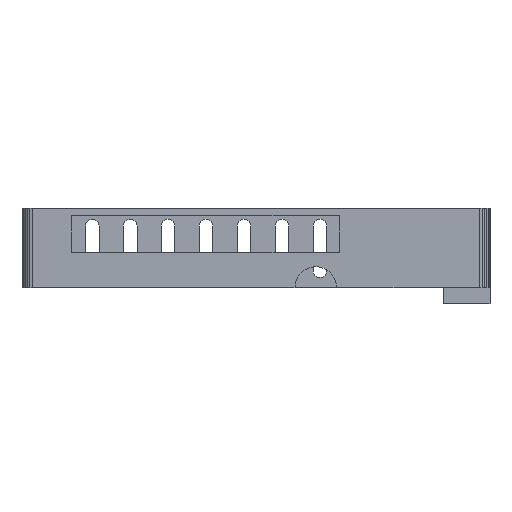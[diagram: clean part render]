
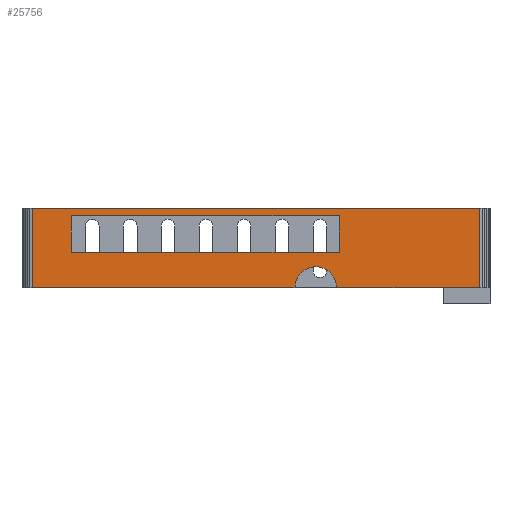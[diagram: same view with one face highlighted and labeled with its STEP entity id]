
A CAD part, left-side view. The second image highlights one B-rep face of the part: STEP entity #25756.
In plain terms, the highlighted planar face has unit normal (-1, 0, 0).
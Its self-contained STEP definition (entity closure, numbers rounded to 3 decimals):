
#312 = ORIENTED_EDGE ( 'NONE', *, *, #39454, .T. ) ;
#328 = ORIENTED_EDGE ( 'NONE', *, *, #24756, .T. ) ;
#329 = VECTOR ( 'NONE', #6363, 1000. ) ;
#396 = ORIENTED_EDGE ( 'NONE', *, *, #1274, .T. ) ;
#409 = VERTEX_POINT ( 'NONE', #22284 ) ;
#590 = FACE_BOUND ( 'NONE', #22225, .T. ) ;
#776 = VERTEX_POINT ( 'NONE', #14443 ) ;
#1274 = EDGE_CURVE ( 'NONE', #21558, #776, #6561, .T. ) ;
#2136 = DIRECTION ( 'NONE',  ( 0., -1., 0. ) ) ;
#3239 = VERTEX_POINT ( 'NONE', #11933 ) ;
#3245 = VECTOR ( 'NONE', #14710, 1000. ) ;
#3656 = CARTESIAN_POINT ( 'NONE',  ( 0., 33.5, 9.707 ) ) ;
#5103 = LINE ( 'NONE', #39351, #3245 ) ;
#5661 = ORIENTED_EDGE ( 'NONE', *, *, #35698, .F. ) ;
#5674 = DIRECTION ( 'NONE',  ( 0., 1., 0. ) ) ;
#5690 = VERTEX_POINT ( 'NONE', #32012 ) ;
#5730 = VERTEX_POINT ( 'NONE', #19195 ) ;
#5934 = CARTESIAN_POINT ( 'NONE',  ( 0., 80.5, 16.5 ) ) ;
#5935 = DIRECTION ( 'NONE',  ( 0., 0., 1. ) ) ;
#6329 = ORIENTED_EDGE ( 'NONE', *, *, #13687, .T. ) ;
#6363 = DIRECTION ( 'NONE',  ( 0., 0., 1. ) ) ;
#6561 = LINE ( 'NONE', #12575, #32666 ) ;
#6842 = DIRECTION ( 'NONE',  ( 0., -1., 0. ) ) ;
#7356 = LINE ( 'NONE', #19584, #28038 ) ;
#7819 = VECTOR ( 'NONE', #5935, 1000. ) ;
#8139 = VERTEX_POINT ( 'NONE', #16411 ) ;
#8443 = VERTEX_POINT ( 'NONE', #25197 ) ;
#8522 = EDGE_CURVE ( 'NONE', #21558, #8139, #34407, .T. ) ;
#8968 = VECTOR ( 'NONE', #5674, 1000. ) ;
#9213 = CARTESIAN_POINT ( 'NONE',  ( 0., 29.5, 9.707 ) ) ;
#9486 = LINE ( 'NONE', #21709, #34585 ) ;
#9495 = VERTEX_POINT ( 'NONE', #33629 ) ;
#9604 = FACE_OUTER_BOUND ( 'NONE', #31609, .T. ) ;
#9967 = DIRECTION ( 'NONE',  ( 0., -1., 0. ) ) ;
#10686 = CARTESIAN_POINT ( 'NONE',  ( 0., 29., 16.5 ) ) ;
#10710 = ORIENTED_EDGE ( 'NONE', *, *, #24929, .T. ) ;
#10818 = VECTOR ( 'NONE', #6842, 1000. ) ;
#11079 = DIRECTION ( 'NONE',  ( 0., 0., 1. ) ) ;
#11128 = CARTESIAN_POINT ( 'NONE',  ( 0., 33.5, 9.707 ) ) ;
#11282 = CIRCLE ( 'NONE', #19593, 4. ) ;
#11933 = CARTESIAN_POINT ( 'NONE',  ( 0., 29., 23.5 ) ) ;
#12290 = VERTEX_POINT ( 'NONE', #5934 ) ;
#12554 = CARTESIAN_POINT ( 'NONE',  ( 0., 2., 23.5 ) ) ;
#12575 = CARTESIAN_POINT ( 'NONE',  ( 0., 88., 9.707 ) ) ;
#12605 = DIRECTION ( 'NONE',  ( 1., 0., 0. ) ) ;
#12658 = CARTESIAN_POINT ( 'NONE',  ( 0., 88., 9.707 ) ) ;
#12803 = CARTESIAN_POINT ( 'NONE',  ( 0., 0., 0. ) ) ;
#12927 = ORIENTED_EDGE ( 'NONE', *, *, #37133, .F. ) ;
#13044 = LINE ( 'NONE', #28868, #17573 ) ;
#13687 = EDGE_CURVE ( 'NONE', #8443, #5730, #16724, .T. ) ;
#14096 = CARTESIAN_POINT ( 'NONE',  ( 0., 80.5, 23.5 ) ) ;
#14443 = CARTESIAN_POINT ( 'NONE',  ( 0., 81.2, 9.707 ) ) ;
#14644 = LINE ( 'NONE', #33657, #30535 ) ;
#14710 = DIRECTION ( 'NONE',  ( 0., 0., -1. ) ) ;
#14800 = AXIS2_PLACEMENT_3D ( 'NONE', #12803, #12605, #36844 ) ;
#15465 = CARTESIAN_POINT ( 'NONE',  ( 0., 81.2, 9.75 ) ) ;
#15893 = EDGE_CURVE ( 'NONE', #18647, #5690, #13044, .T. ) ;
#16170 = CARTESIAN_POINT ( 'NONE',  ( 0., 88., 9.707 ) ) ;
#16411 = CARTESIAN_POINT ( 'NONE',  ( 0., 88., 25. ) ) ;
#16724 = LINE ( 'NONE', #15465, #10818 ) ;
#17082 = LINE ( 'NONE', #10686, #26209 ) ;
#17573 = VECTOR ( 'NONE', #25272, 1000. ) ;
#17916 = CARTESIAN_POINT ( 'NONE',  ( 0., 2., 9.707 ) ) ;
#18143 = EDGE_CURVE ( 'NONE', #409, #5690, #11282, .T. ) ;
#18647 = VERTEX_POINT ( 'NONE', #23302 ) ;
#19133 = EDGE_CURVE ( 'NONE', #32854, #24873, #14644, .T. ) ;
#19195 = CARTESIAN_POINT ( 'NONE',  ( 0., 72.7, 9.75 ) ) ;
#19584 = CARTESIAN_POINT ( 'NONE',  ( 0., 2., 25. ) ) ;
#19593 = AXIS2_PLACEMENT_3D ( 'NONE', #11128, #22957, #28974 ) ;
#20003 = AXIS2_PLACEMENT_3D ( 'NONE', #3656, #28288, #37298 ) ;
#20573 = LINE ( 'NONE', #32988, #7819 ) ;
#21383 = LINE ( 'NONE', #12554, #24413 ) ;
#21558 = VERTEX_POINT ( 'NONE', #12658 ) ;
#21709 = CARTESIAN_POINT ( 'NONE',  ( 0., 80.5, 16.5 ) ) ;
#21941 = ORIENTED_EDGE ( 'NONE', *, *, #27487, .T. ) ;
#22225 = EDGE_LOOP ( 'NONE', ( #37173, #12927, #29544, #10710 ) ) ;
#22284 = CARTESIAN_POINT ( 'NONE',  ( 0., 33.5, 13.707 ) ) ;
#22555 = CIRCLE ( 'NONE', #20003, 4. ) ;
#22957 = DIRECTION ( 'NONE',  ( -1., 0., 0. ) ) ;
#23302 = CARTESIAN_POINT ( 'NONE',  ( 0., 72.7, 9.707 ) ) ;
#23739 = VERTEX_POINT ( 'NONE', #14096 ) ;
#24413 = VECTOR ( 'NONE', #36991, 1000. ) ;
#24756 = EDGE_CURVE ( 'NONE', #5730, #18647, #5103, .T. ) ;
#24873 = VERTEX_POINT ( 'NONE', #17916 ) ;
#24900 = ORIENTED_EDGE ( 'NONE', *, *, #27090, .F. ) ;
#24929 = EDGE_CURVE ( 'NONE', #12290, #23739, #9486, .T. ) ;
#25046 = VERTEX_POINT ( 'NONE', #34724 ) ;
#25197 = CARTESIAN_POINT ( 'NONE',  ( 0., 81.2, 9.75 ) ) ;
#25272 = DIRECTION ( 'NONE',  ( 0., -1., 0. ) ) ;
#25642 = ORIENTED_EDGE ( 'NONE', *, *, #15893, .T. ) ;
#25756 = ADVANCED_FACE ( 'NONE', ( #590, #9604 ), #37246, .F. ) ;
#25884 = VECTOR ( 'NONE', #37992, 1000. ) ;
#26073 = EDGE_CURVE ( 'NONE', #23739, #3239, #21383, .T. ) ;
#26209 = VECTOR ( 'NONE', #11079, 1000. ) ;
#27090 = EDGE_CURVE ( 'NONE', #32854, #409, #22555, .T. ) ;
#27487 = EDGE_CURVE ( 'NONE', #776, #8443, #29173, .T. ) ;
#28038 = VECTOR ( 'NONE', #2136, 1000. ) ;
#28288 = DIRECTION ( 'NONE',  ( -1., 0., 0. ) ) ;
#28386 = CARTESIAN_POINT ( 'NONE',  ( 0., 81.2, 9.707 ) ) ;
#28868 = CARTESIAN_POINT ( 'NONE',  ( 0., 88., 9.707 ) ) ;
#28974 = DIRECTION ( 'NONE',  ( 0., 0., 1. ) ) ;
#29173 = LINE ( 'NONE', #28386, #25884 ) ;
#29544 = ORIENTED_EDGE ( 'NONE', *, *, #37302, .T. ) ;
#30306 = CARTESIAN_POINT ( 'NONE',  ( 0., 29., 16.5 ) ) ;
#30535 = VECTOR ( 'NONE', #36477, 1000. ) ;
#31381 = ORIENTED_EDGE ( 'NONE', *, *, #18143, .F. ) ;
#31609 = EDGE_LOOP ( 'NONE', ( #25642, #31381, #24900, #33350, #312, #5661, #38365, #396, #21941, #6329, #328 ) ) ;
#32012 = CARTESIAN_POINT ( 'NONE',  ( 0., 37.5, 9.707 ) ) ;
#32666 = VECTOR ( 'NONE', #9967, 1000. ) ;
#32854 = VERTEX_POINT ( 'NONE', #9213 ) ;
#32988 = CARTESIAN_POINT ( 'NONE',  ( 0., 2., 9.707 ) ) ;
#33119 = LINE ( 'NONE', #30306, #8968 ) ;
#33350 = ORIENTED_EDGE ( 'NONE', *, *, #19133, .T. ) ;
#33629 = CARTESIAN_POINT ( 'NONE',  ( 0., 29., 16.5 ) ) ;
#33657 = CARTESIAN_POINT ( 'NONE',  ( 0., 88., 9.707 ) ) ;
#34407 = LINE ( 'NONE', #16170, #329 ) ;
#34585 = VECTOR ( 'NONE', #36738, 1000. ) ;
#34724 = CARTESIAN_POINT ( 'NONE',  ( 0., 2., 25. ) ) ;
#35698 = EDGE_CURVE ( 'NONE', #8139, #25046, #7356, .T. ) ;
#36477 = DIRECTION ( 'NONE',  ( 0., -1., 0. ) ) ;
#36738 = DIRECTION ( 'NONE',  ( 0., 0., 1. ) ) ;
#36844 = DIRECTION ( 'NONE',  ( 0., 0., -1. ) ) ;
#36991 = DIRECTION ( 'NONE',  ( 0., -1., 0. ) ) ;
#37133 = EDGE_CURVE ( 'NONE', #9495, #3239, #17082, .T. ) ;
#37173 = ORIENTED_EDGE ( 'NONE', *, *, #26073, .T. ) ;
#37246 = PLANE ( 'NONE',  #14800 ) ;
#37298 = DIRECTION ( 'NONE',  ( 0., 0., 1. ) ) ;
#37302 = EDGE_CURVE ( 'NONE', #9495, #12290, #33119, .T. ) ;
#37992 = DIRECTION ( 'NONE',  ( 0., 0., 1. ) ) ;
#38365 = ORIENTED_EDGE ( 'NONE', *, *, #8522, .F. ) ;
#39351 = CARTESIAN_POINT ( 'NONE',  ( 0., 72.7, 9.75 ) ) ;
#39454 = EDGE_CURVE ( 'NONE', #24873, #25046, #20573, .T. ) ;
